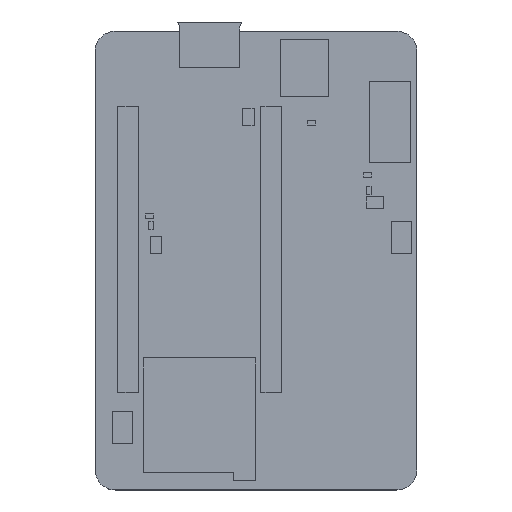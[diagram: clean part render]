
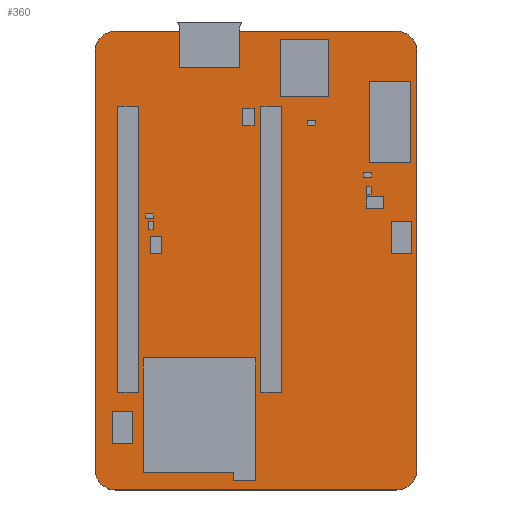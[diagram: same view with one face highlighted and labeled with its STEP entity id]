
A CAD part, top view. The second image highlights one B-rep face of the part: STEP entity #360.
In plain terms, the highlighted planar face has unit normal (0, 0, 1).
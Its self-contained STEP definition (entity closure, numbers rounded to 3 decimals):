
#95 = VERTEX_POINT('',#96);
#96 = CARTESIAN_POINT('',(0.,2.513,0.));
#102 = EDGE_CURVE('',#95,#103,#105,.T.);
#103 = VERTEX_POINT('',#104);
#104 = CARTESIAN_POINT('',(0.,54.5,0.));
#105 = LINE('',#106,#107);
#106 = CARTESIAN_POINT('',(0.,2.513,0.));
#107 = VECTOR('',#108,1.);
#108 = DIRECTION('',(0.,1.,0.));
#133 = EDGE_CURVE('',#103,#134,#136,.T.);
#134 = VERTEX_POINT('',#135);
#135 = CARTESIAN_POINT('',(2.5,57.,0.));
#136 = CIRCLE('',#137,2.499);
#137 = AXIS2_PLACEMENT_3D('',#138,#139,#140);
#138 = CARTESIAN_POINT('',(2.499,54.501,0.));
#139 = DIRECTION('',(0.,0.,-1.));
#140 = DIRECTION('',(-1.,0.,0.));
#166 = EDGE_CURVE('',#134,#167,#169,.T.);
#167 = VERTEX_POINT('',#168);
#168 = CARTESIAN_POINT('',(37.5,57.,0.));
#169 = LINE('',#170,#171);
#170 = CARTESIAN_POINT('',(2.5,57.,0.));
#171 = VECTOR('',#172,1.);
#172 = DIRECTION('',(1.,0.,0.));
#197 = EDGE_CURVE('',#167,#198,#200,.T.);
#198 = VERTEX_POINT('',#199);
#199 = CARTESIAN_POINT('',(40.,54.5,0.));
#200 = CIRCLE('',#201,2.499);
#201 = AXIS2_PLACEMENT_3D('',#202,#203,#204);
#202 = CARTESIAN_POINT('',(37.501,54.501,0.));
#203 = DIRECTION('',(0.,0.,-1.));
#204 = DIRECTION('',(0.,1.,0.));
#230 = EDGE_CURVE('',#198,#231,#233,.T.);
#231 = VERTEX_POINT('',#232);
#232 = CARTESIAN_POINT('',(40.,2.5,0.));
#233 = LINE('',#234,#235);
#234 = CARTESIAN_POINT('',(40.,54.5,0.));
#235 = VECTOR('',#236,1.);
#236 = DIRECTION('',(0.,-1.,0.));
#261 = EDGE_CURVE('',#231,#262,#264,.T.);
#262 = VERTEX_POINT('',#263);
#263 = CARTESIAN_POINT('',(37.5,0.,0.));
#264 = CIRCLE('',#265,2.499);
#265 = AXIS2_PLACEMENT_3D('',#266,#267,#268);
#266 = CARTESIAN_POINT('',(37.501,2.499,0.));
#267 = DIRECTION('',(0.,0.,-1.));
#268 = DIRECTION('',(1.,0.,0.));
#294 = EDGE_CURVE('',#262,#295,#297,.T.);
#295 = VERTEX_POINT('',#296);
#296 = CARTESIAN_POINT('',(2.5,0.,0.));
#297 = LINE('',#298,#299);
#298 = CARTESIAN_POINT('',(37.5,0.,0.));
#299 = VECTOR('',#300,1.);
#300 = DIRECTION('',(-1.,0.,0.));
#325 = EDGE_CURVE('',#295,#95,#326,.T.);
#326 = CIRCLE('',#327,2.499);
#327 = AXIS2_PLACEMENT_3D('',#328,#329,#330);
#328 = CARTESIAN_POINT('',(2.499,2.499,0.));
#329 = DIRECTION('',(0.,0.,-1.));
#330 = DIRECTION('',(0.,-1.,0.));
#360 = ADVANCED_FACE('',(#361),#371,.T.);
#361 = FACE_BOUND('',#362,.F.);
#362 = EDGE_LOOP('',(#363,#364,#365,#366,#367,#368,#369,#370));
#363 = ORIENTED_EDGE('',*,*,#102,.T.);
#364 = ORIENTED_EDGE('',*,*,#133,.T.);
#365 = ORIENTED_EDGE('',*,*,#166,.T.);
#366 = ORIENTED_EDGE('',*,*,#197,.T.);
#367 = ORIENTED_EDGE('',*,*,#230,.T.);
#368 = ORIENTED_EDGE('',*,*,#261,.T.);
#369 = ORIENTED_EDGE('',*,*,#294,.T.);
#370 = ORIENTED_EDGE('',*,*,#325,.T.);
#371 = PLANE('',#372);
#372 = AXIS2_PLACEMENT_3D('',#373,#374,#375);
#373 = CARTESIAN_POINT('',(0.,2.513,0.));
#374 = DIRECTION('',(0.,0.,1.));
#375 = DIRECTION('',(1.,0.,0.));
